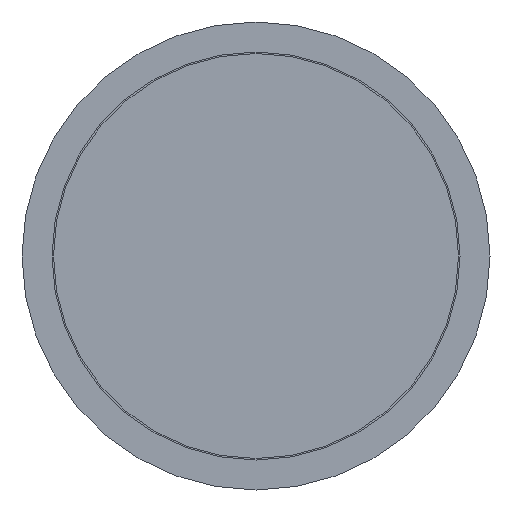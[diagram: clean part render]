
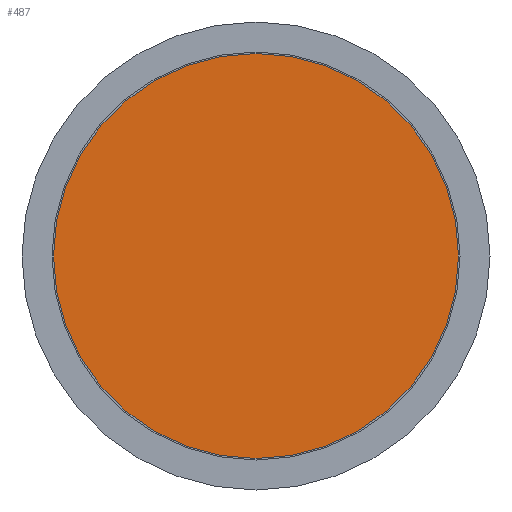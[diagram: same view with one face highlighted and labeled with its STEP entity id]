
A CAD part, front view. The second image highlights one B-rep face of the part: STEP entity #487.
In plain terms, the highlighted planar face has unit normal (0, -1, 0).
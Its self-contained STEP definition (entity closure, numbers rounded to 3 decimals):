
#124 = PLANE ( 'NONE',  #326 ) ;
#131 = DIRECTION ( 'NONE',  ( 0., 1., 0. ) ) ;
#151 = DIRECTION ( 'NONE',  ( 0., -1., 0. ) ) ;
#196 = CIRCLE ( 'NONE', #399, 33.75 ) ;
#241 = EDGE_LOOP ( 'NONE', ( #543 ) ) ;
#274 = EDGE_CURVE ( 'NONE', #379, #379, #196, .T. ) ;
#326 = AXIS2_PLACEMENT_3D ( 'NONE', #329, #131, #420 ) ;
#329 = CARTESIAN_POINT ( 'NONE',  ( -33.75, 0., 0. ) ) ;
#379 = VERTEX_POINT ( 'NONE', #551 ) ;
#399 = AXIS2_PLACEMENT_3D ( 'NONE', #528, #151, #483 ) ;
#420 = DIRECTION ( 'NONE',  ( 0., 0., 1. ) ) ;
#483 = DIRECTION ( 'NONE',  ( 0., 0., -1. ) ) ;
#487 = ADVANCED_FACE ( 'NONE', ( #546 ), #124, .F. ) ;
#528 = CARTESIAN_POINT ( 'NONE',  ( 0., 0., 0. ) ) ;
#543 = ORIENTED_EDGE ( 'NONE', *, *, #274, .T. ) ;
#546 = FACE_OUTER_BOUND ( 'NONE', #241, .T. ) ;
#551 = CARTESIAN_POINT ( 'NONE',  ( 0., 0., -33.75 ) ) ;
